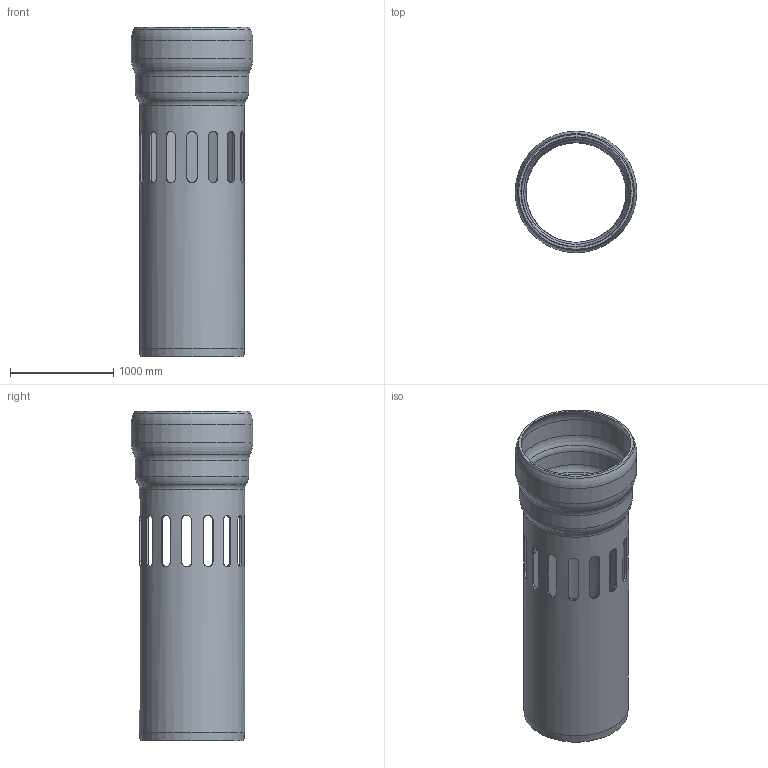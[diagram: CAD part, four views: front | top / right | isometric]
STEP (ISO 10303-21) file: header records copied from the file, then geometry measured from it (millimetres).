
FILE_DESCRIPTION(/* description */ (''),/* implementation_level */ '2;1');
FILE_NAME(/* name */ '13215.100X_3D.stp',/* time_stamp */ '2024-12-11T14:43:47+01:00',/* author */ ('CAD'),/* organization */ (''),/* preprocessor_version */ 'ST-DEVELOPER v20',/* originating_system */ 'AutoCAD Mechanical',/* authorisation */ '');
FILE_SCHEMA (('AUTOMOTIVE_DESIGN { 1 0 10303 214 3 1 1 }'));
Length unit declared in the file: centimetre
Products named in the file (1): Product
Bounding box: 1180 x 1180 x 3200 mm (x, y, z)
Volume: 193397720.7 mm3; surface area: 19813381.3 mm2
Topology: 1 solids, 1 shells, 82 faces, 234 edges, 154 vertices
Faces by surface type: cylinder 35, plane 32, torus 10, cone 5
Full cylindrical faces by diameter (mm): 980 x1, 1020 x1, 1060 x1, 1100 x1, 1140 x1
Entity records: 4601 total; most frequent: CARTESIAN_POINT 2451, ORIENTED_EDGE 468, DIRECTION 384, EDGE_CURVE 234, VERTEX_POINT 154, LINE 130, VECTOR 130, AXIS2_PLACEMENT_3D 127
